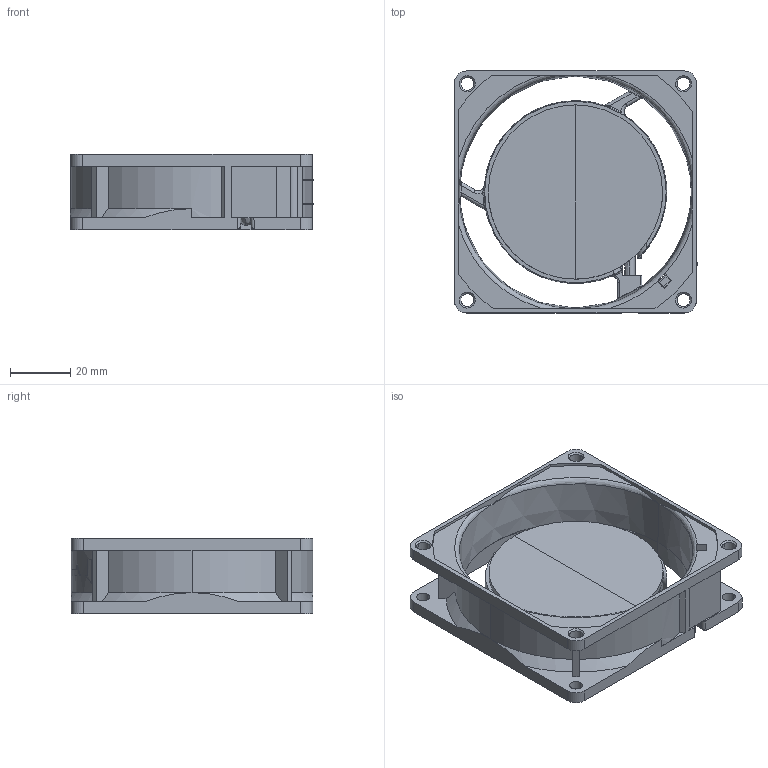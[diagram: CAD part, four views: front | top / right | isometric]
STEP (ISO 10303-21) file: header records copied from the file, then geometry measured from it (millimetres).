
FILE_DESCRIPTION (( 'STEP AP203' ), '1' );
FILE_NAME ('OA825AP Frame Only.stp', '2021-03-23T14:50:43', ( '' ), ( '' ), 'SwSTEP 2.0', 'SolidWorks 2018', '' );
FILE_SCHEMA (( 'CONFIG_CONTROL_DESIGN' ));
Length unit declared in the file: millimetre
Products named in the file (1): OA825AP Frame Only
Bounding box: 80.38 x 80 x 25 mm (x, y, z)
Volume: 60100.8 mm3; surface area: 29624.5 mm2
Topology: 1 solids, 1 shells, 507 faces, 1453 edges, 940 vertices
Faces by surface type: plane 258, bspline 124, cylinder 95, cone 25, torus 5
Entity records: 29021 total; most frequent: CARTESIAN_POINT 16954, ORIENTED_EDGE 2892, DIRECTION 1944, EDGE_CURVE 1446, VERTEX_POINT 940, LINE 700, VECTOR 700, AXIS2_PLACEMENT_3D 622
